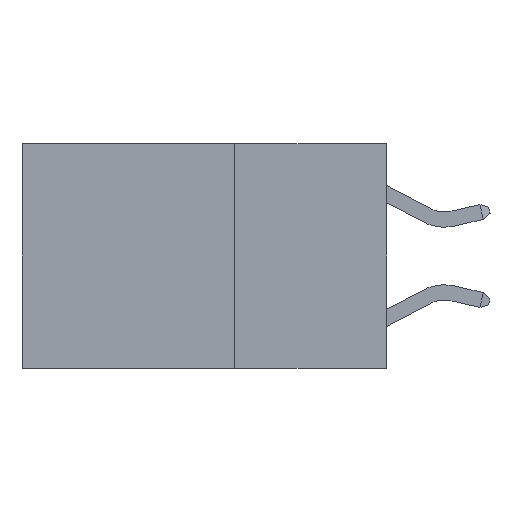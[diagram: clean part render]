
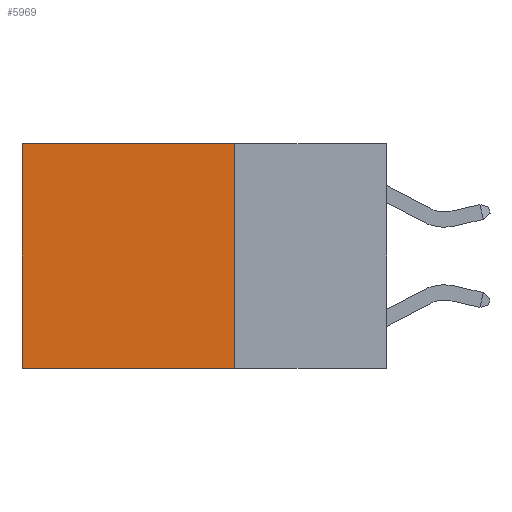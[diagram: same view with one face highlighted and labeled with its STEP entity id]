
A CAD part, left-side view. The second image highlights one B-rep face of the part: STEP entity #5969.
In plain terms, the highlighted planar face has unit normal (-1, 0, 0).
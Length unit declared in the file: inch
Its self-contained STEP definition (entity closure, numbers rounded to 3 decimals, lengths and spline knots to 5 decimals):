
#870 = LINE ( 'NONE', #4605, #3541 ) ;
#1028 = EDGE_LOOP ( 'NONE', ( #3020, #2839, #2018, #10722 ) ) ;
#1370 = EDGE_CURVE ( 'NONE', #7322, #7578, #870, .T. ) ;
#2018 = ORIENTED_EDGE ( 'NONE', *, *, #10163, .F. ) ;
#2839 = ORIENTED_EDGE ( 'NONE', *, *, #4205, .F. ) ;
#2878 = CARTESIAN_POINT ( 'NONE',  ( 0.2625, 0.6, 0. ) ) ;
#3020 = ORIENTED_EDGE ( 'NONE', *, *, #1370, .T. ) ;
#3135 = AXIS2_PLACEMENT_3D ( 'NONE', #12182, #6808, #7799 ) ;
#3503 = DIRECTION ( 'NONE',  ( 0., 0., -1. ) ) ;
#3521 = EDGE_CURVE ( 'NONE', #9408, #7322, #5967, .T. ) ;
#3541 = VECTOR ( 'NONE', #3503, 39.37008 ) ;
#3653 = VERTEX_POINT ( 'NONE', #10972 ) ;
#4205 = EDGE_CURVE ( 'NONE', #3653, #7578, #10326, .T. ) ;
#4605 = CARTESIAN_POINT ( 'NONE',  ( 0.2625, 0.6, 0. ) ) ;
#5177 = CARTESIAN_POINT ( 'NONE',  ( 0.2625, 0.25, 0. ) ) ;
#5382 = VECTOR ( 'NONE', #11670, 39.37008 ) ;
#5967 = LINE ( 'NONE', #5177, #13865 ) ;
#5969 = ADVANCED_FACE ( 'NONE', ( #10487 ), #9004, .F. ) ;
#6218 = CARTESIAN_POINT ( 'NONE',  ( 0.2625, 0.25, 0. ) ) ;
#6808 = DIRECTION ( 'NONE',  ( 1., 0., 0. ) ) ;
#7322 = VERTEX_POINT ( 'NONE', #2878 ) ;
#7578 = VERTEX_POINT ( 'NONE', #14139 ) ;
#7799 = DIRECTION ( 'NONE',  ( 0., 0., -1. ) ) ;
#7981 = VECTOR ( 'NONE', #11921, 39.37008 ) ;
#8480 = CARTESIAN_POINT ( 'NONE',  ( 0.2625, 0.25, 0. ) ) ;
#9004 = PLANE ( 'NONE',  #3135 ) ;
#9408 = VERTEX_POINT ( 'NONE', #8480 ) ;
#9800 = CARTESIAN_POINT ( 'NONE',  ( 0.2625, 0.25, -0.37 ) ) ;
#10163 = EDGE_CURVE ( 'NONE', #9408, #3653, #13956, .T. ) ;
#10326 = LINE ( 'NONE', #9800, #7981 ) ;
#10487 = FACE_OUTER_BOUND ( 'NONE', #1028, .T. ) ;
#10722 = ORIENTED_EDGE ( 'NONE', *, *, #3521, .T. ) ;
#10757 = DIRECTION ( 'NONE',  ( 0., 1., 0. ) ) ;
#10972 = CARTESIAN_POINT ( 'NONE',  ( 0.2625, 0.25, -0.37 ) ) ;
#11670 = DIRECTION ( 'NONE',  ( 0., 0., -1. ) ) ;
#11921 = DIRECTION ( 'NONE',  ( 0., 1., 0. ) ) ;
#12182 = CARTESIAN_POINT ( 'NONE',  ( 0.2625, 0.25, 0. ) ) ;
#13865 = VECTOR ( 'NONE', #10757, 39.37008 ) ;
#13956 = LINE ( 'NONE', #6218, #5382 ) ;
#14139 = CARTESIAN_POINT ( 'NONE',  ( 0.2625, 0.6, -0.37 ) ) ;
